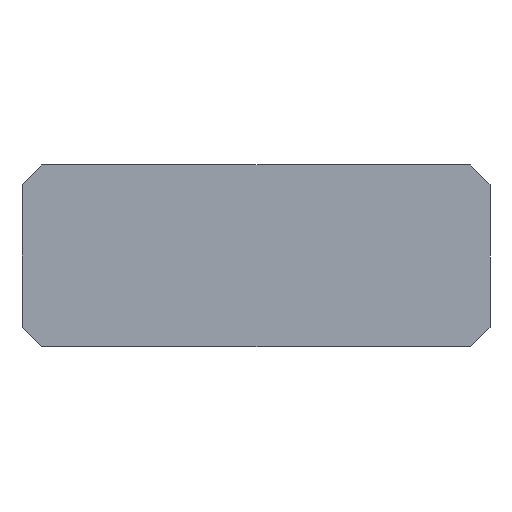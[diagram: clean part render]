
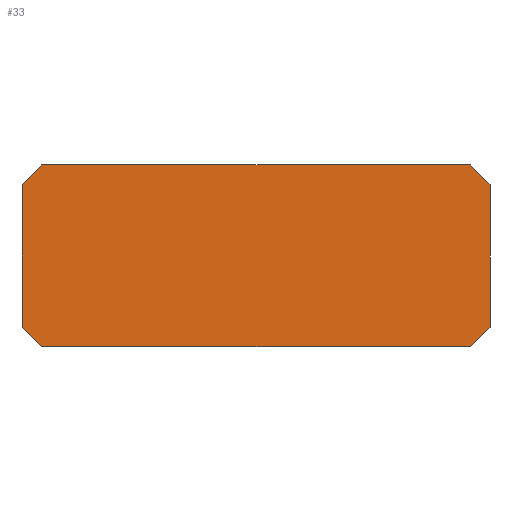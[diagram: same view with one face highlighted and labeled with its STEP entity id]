
A CAD part, front view. The second image highlights one B-rep face of the part: STEP entity #33.
In plain terms, the highlighted planar face has unit normal (0, -1, 0).
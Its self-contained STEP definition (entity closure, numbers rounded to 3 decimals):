
#1 = CARTESIAN_POINT ( 'NONE',  ( 0., 0., -12.5 ) ) ;
#6 = LINE ( 'NONE', #316, #319 ) ;
#7 = DIRECTION ( 'NONE',  ( 0.707, 0., 0.707 ) ) ;
#9 = ORIENTED_EDGE ( 'NONE', *, *, #207, .F. ) ;
#17 = ORIENTED_EDGE ( 'NONE', *, *, #302, .T. ) ;
#18 = DIRECTION ( 'NONE',  ( -0.707, 0., 0.707 ) ) ;
#33 = ADVANCED_FACE ( 'NONE', ( #285 ), #288, .T. ) ;
#34 = LINE ( 'NONE', #153, #211 ) ;
#36 = CARTESIAN_POINT ( 'NONE',  ( 24.25, 0., -24.25 ) ) ;
#38 = CARTESIAN_POINT ( 'NONE',  ( 0.75, 0., -0.75 ) ) ;
#39 = VERTEX_POINT ( 'NONE', #232 ) ;
#49 = LINE ( 'NONE', #296, #237 ) ;
#59 = AXIS2_PLACEMENT_3D ( 'NONE', #91, #201, #87 ) ;
#62 = DIRECTION ( 'NONE',  ( 0.707, 0., -0.707 ) ) ;
#87 = DIRECTION ( 'NONE',  ( 0., 0., -1. ) ) ;
#91 = CARTESIAN_POINT ( 'NONE',  ( 0., 0., 0. ) ) ;
#101 = EDGE_LOOP ( 'NONE', ( #9, #213, #136, #133, #182, #17, #306, #359 ) ) ;
#109 = VERTEX_POINT ( 'NONE', #1 ) ;
#114 = VECTOR ( 'NONE', #360, 1000. ) ;
#121 = DIRECTION ( 'NONE',  ( -1., 0., 0. ) ) ;
#125 = DIRECTION ( 'NONE',  ( 0., 0., -1. ) ) ;
#130 = VECTOR ( 'NONE', #192, 1000. ) ;
#132 = CARTESIAN_POINT ( 'NONE',  ( 34.5, 0., 0. ) ) ;
#133 = ORIENTED_EDGE ( 'NONE', *, *, #264, .T. ) ;
#134 = LINE ( 'NONE', #212, #240 ) ;
#136 = ORIENTED_EDGE ( 'NONE', *, *, #174, .F. ) ;
#153 = CARTESIAN_POINT ( 'NONE',  ( -6.25, 0., -6.25 ) ) ;
#154 = LINE ( 'NONE', #262, #287 ) ;
#168 = CARTESIAN_POINT ( 'NONE',  ( 34.5, 0., -14. ) ) ;
#174 = EDGE_CURVE ( 'NONE', #39, #190, #154, .T. ) ;
#181 = CARTESIAN_POINT ( 'NONE',  ( 36., 0., -12.5 ) ) ;
#182 = ORIENTED_EDGE ( 'NONE', *, *, #292, .F. ) ;
#188 = VERTEX_POINT ( 'NONE', #293 ) ;
#189 = CARTESIAN_POINT ( 'NONE',  ( 0., 0., 0. ) ) ;
#190 = VERTEX_POINT ( 'NONE', #181 ) ;
#192 = DIRECTION ( 'NONE',  ( -0.707, 0., -0.707 ) ) ;
#193 = VERTEX_POINT ( 'NONE', #318 ) ;
#201 = DIRECTION ( 'NONE',  ( 0., -1., 0. ) ) ;
#207 = EDGE_CURVE ( 'NONE', #297, #331, #6, .T. ) ;
#210 = LINE ( 'NONE', #36, #219 ) ;
#211 = VECTOR ( 'NONE', #62, 1000. ) ;
#212 = CARTESIAN_POINT ( 'NONE',  ( 17.25, 0., 17.25 ) ) ;
#213 = ORIENTED_EDGE ( 'NONE', *, *, #233, .T. ) ;
#219 = VECTOR ( 'NONE', #7, 1000. ) ;
#232 = CARTESIAN_POINT ( 'NONE',  ( 36., 0., -1.5 ) ) ;
#233 = EDGE_CURVE ( 'NONE', #297, #190, #210, .T. ) ;
#237 = VECTOR ( 'NONE', #321, 1000. ) ;
#240 = VECTOR ( 'NONE', #18, 1000. ) ;
#252 = EDGE_CURVE ( 'NONE', #109, #331, #34, .T. ) ;
#262 = CARTESIAN_POINT ( 'NONE',  ( 36., 0., 0. ) ) ;
#264 = EDGE_CURVE ( 'NONE', #39, #277, #134, .T. ) ;
#277 = VERTEX_POINT ( 'NONE', #132 ) ;
#285 = FACE_OUTER_BOUND ( 'NONE', #101, .T. ) ;
#287 = VECTOR ( 'NONE', #125, 1000. ) ;
#288 = PLANE ( 'NONE',  #59 ) ;
#292 = EDGE_CURVE ( 'NONE', #193, #277, #356, .T. ) ;
#293 = CARTESIAN_POINT ( 'NONE',  ( 0., 0., -1.5 ) ) ;
#295 = EDGE_CURVE ( 'NONE', #109, #188, #49, .T. ) ;
#296 = CARTESIAN_POINT ( 'NONE',  ( 0., 0., 0. ) ) ;
#297 = VERTEX_POINT ( 'NONE', #168 ) ;
#301 = CARTESIAN_POINT ( 'NONE',  ( 1.5, 0., -14. ) ) ;
#302 = EDGE_CURVE ( 'NONE', #193, #188, #323, .T. ) ;
#306 = ORIENTED_EDGE ( 'NONE', *, *, #295, .F. ) ;
#316 = CARTESIAN_POINT ( 'NONE',  ( 0., 0., -14. ) ) ;
#318 = CARTESIAN_POINT ( 'NONE',  ( 1.5, 0., 0. ) ) ;
#319 = VECTOR ( 'NONE', #121, 1000. ) ;
#321 = DIRECTION ( 'NONE',  ( 0., 0., 1. ) ) ;
#323 = LINE ( 'NONE', #38, #130 ) ;
#331 = VERTEX_POINT ( 'NONE', #301 ) ;
#356 = LINE ( 'NONE', #189, #114 ) ;
#359 = ORIENTED_EDGE ( 'NONE', *, *, #252, .T. ) ;
#360 = DIRECTION ( 'NONE',  ( 1., 0., 0. ) ) ;
